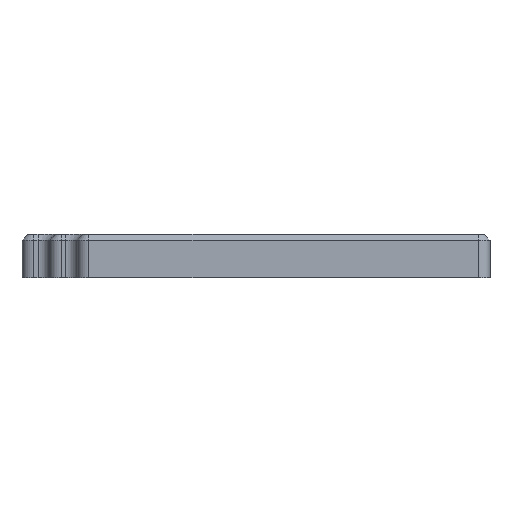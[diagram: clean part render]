
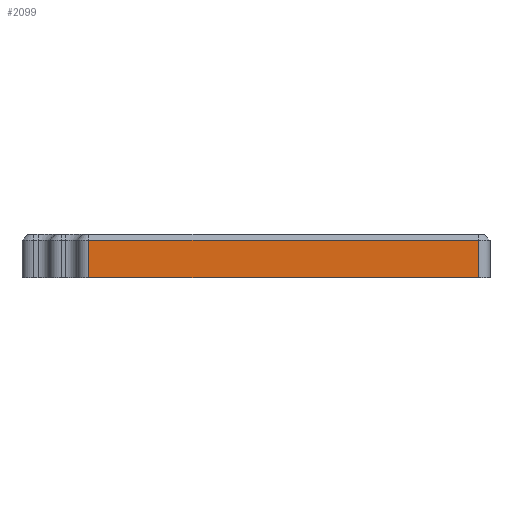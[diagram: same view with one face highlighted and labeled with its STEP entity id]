
A CAD part, front view. The second image highlights one B-rep face of the part: STEP entity #2099.
In plain terms, the highlighted planar face has unit normal (0, -1, 0).
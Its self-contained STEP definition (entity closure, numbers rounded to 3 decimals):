
#93=PLANE('',#2319);
#197=FACE_OUTER_BOUND('',#325,.T.);
#325=EDGE_LOOP('',(#1821,#1822,#1823,#1824));
#382=LINE('',#3080,#602);
#527=LINE('',#3482,#747);
#542=LINE('',#3522,#762);
#543=LINE('',#3523,#763);
#602=VECTOR('',#2442,10.);
#747=VECTOR('',#2825,10.);
#762=VECTOR('',#2872,10.);
#763=VECTOR('',#2873,10.);
#924=VERTEX_POINT('',#3077);
#925=VERTEX_POINT('',#3079);
#1062=VERTEX_POINT('',#3476);
#1063=VERTEX_POINT('',#3480);
#1116=EDGE_CURVE('',#925,#924,#382,.F.);
#1318=EDGE_CURVE('',#1063,#1062,#527,.T.);
#1338=EDGE_CURVE('',#925,#1063,#542,.T.);
#1339=EDGE_CURVE('',#1062,#924,#543,.T.);
#1821=ORIENTED_EDGE('',*,*,#1318,.F.);
#1822=ORIENTED_EDGE('',*,*,#1338,.F.);
#1823=ORIENTED_EDGE('',*,*,#1116,.T.);
#1824=ORIENTED_EDGE('',*,*,#1339,.F.);
#2099=ADVANCED_FACE('',(#197),#93,.T.);
#2319=AXIS2_PLACEMENT_3D('',#3521,#2870,#2871);
#2442=DIRECTION('',(-1.,0.,0.));
#2825=DIRECTION('',(1.,0.,0.));
#2870=DIRECTION('center_axis',(0.,-1.,0.));
#2871=DIRECTION('ref_axis',(1.,0.,0.));
#2872=DIRECTION('',(0.,0.,1.));
#2873=DIRECTION('',(0.,0.,-1.));
#3077=CARTESIAN_POINT('',(71.675,-64.15,3.));
#3079=CARTESIAN_POINT('',(4.525,-64.15,3.));
#3080=CARTESIAN_POINT('',(19.508,-64.15,3.));
#3476=CARTESIAN_POINT('',(71.675,-64.15,9.439));
#3480=CARTESIAN_POINT('',(4.525,-64.15,9.439));
#3482=CARTESIAN_POINT('',(19.508,-64.15,9.439));
#3521=CARTESIAN_POINT('Origin',(5.679,-64.15,3.));
#3522=CARTESIAN_POINT('',(4.525,-64.15,3.));
#3523=CARTESIAN_POINT('',(71.675,-64.15,3.));
